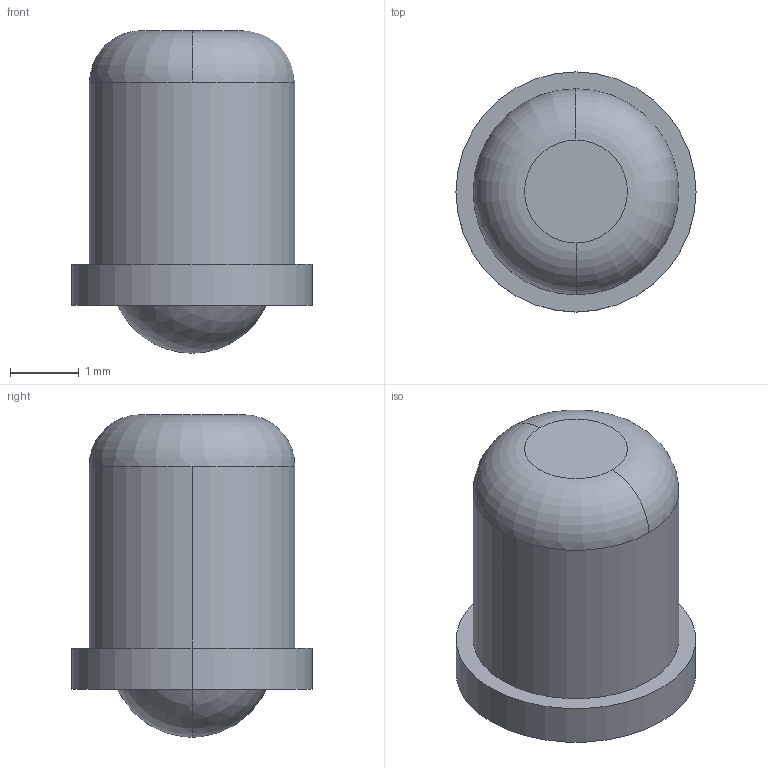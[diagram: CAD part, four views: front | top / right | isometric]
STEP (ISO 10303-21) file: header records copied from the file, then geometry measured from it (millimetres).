
FILE_DESCRIPTION(('STEP AP214'),'1');
FILE_NAME('HALDERN_EH_22080_0003.stp','2018-01-15T14:52:36',('TraceParts'),('TraceParts S.A.'),'Spatial InterOp 3D',' ',' ');
FILE_SCHEMA(('automotive_design'));
Length unit declared in the file: millimetre
Products named in the file (1): HALDERN_EH_22080_0003
Bounding box: 3.5 x 3.5 x 4.7 mm (x, y, z)
Volume: 20.4 mm3; surface area: 91.8 mm2
Topology: 1 solids, 2 shells, 17 faces, 33 edges, 23 vertices
Faces by surface type: cylinder 6, plane 5, sphere 4, torus 2
Entity records: 608 total; most frequent: DIRECTION 96, CARTESIAN_POINT 74, ORIENTED_EDGE 66, AXIS2_PLACEMENT_3D 45, EDGE_CURVE 33, CIRCLE 27, VERTEX_POINT 23, EDGE_LOOP 20
